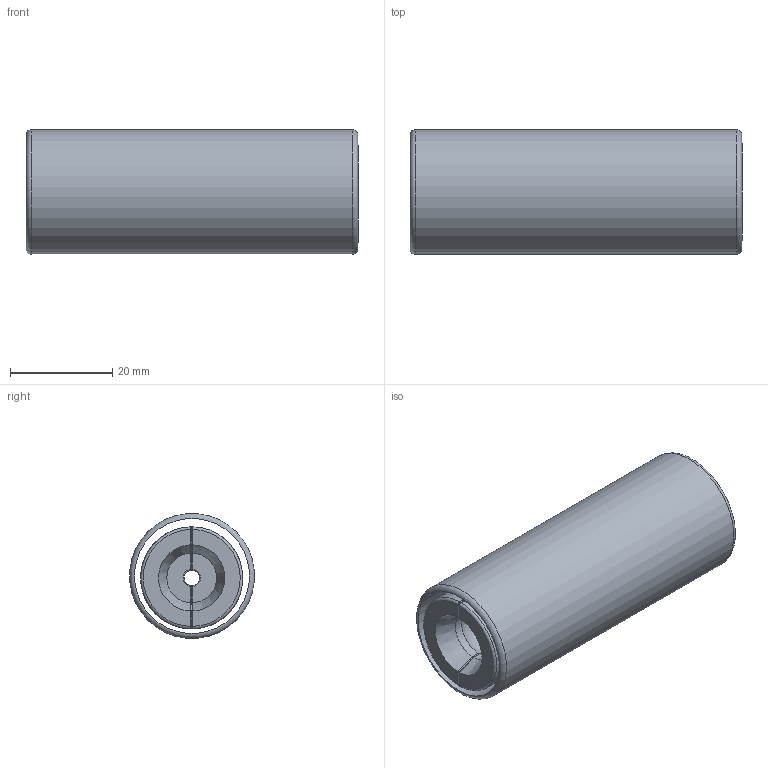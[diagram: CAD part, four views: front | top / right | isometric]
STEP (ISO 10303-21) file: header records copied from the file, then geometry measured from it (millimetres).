
FILE_DESCRIPTION(/* description */ (''),/* implementation_level */ '2;1');
FILE_NAME(/* name */ 'Shielded_floating_trap_loc-line_compatible.step',/* time_stamp */ '2020-07-15T21:02:54-07:00',/* author */ (''),/* organization */ (''),/* preprocessor_version */ 'ST-DEVELOPER v18.1',/* originating_system */ 'Autodesk Translation Framework v9.3.0.1241',/* authorisation */ '');
FILE_SCHEMA (('AUTOMOTIVE_DESIGN { 1 0 10303 214 3 1 1 }'));
Length unit declared in the file: millimetre
Products named in the file (4): balun for locline; Component12; Component13; cylinder shield v1
Assembly tree (3 placements, depth 2):
  balun for locline
    Component12
    Component13
    cylinder shield v1
Bounding box: 65.05 x 24.41 x 24.41 mm (x, y, z)
Volume: 21448.3 mm3; surface area: 18145.4 mm2
Topology: 3 solids, 3 shells, 204 faces, 520 edges, 324 vertices
Faces by surface type: cylinder 86, plane 36, torus 30, bspline 28, sphere 20, cone 4
Full cylindrical faces by diameter (mm): 2 x4, 3 x4, 22.5 x1, 24.5 x1
Entity records: 9170 total; most frequent: CARTESIAN_POINT 4185, ORIENTED_EDGE 1040, DIRECTION 996, EDGE_CURVE 520, AXIS2_PLACEMENT_3D 421, VERTEX_POINT 324, CIRCLE 230, EDGE_LOOP 224
